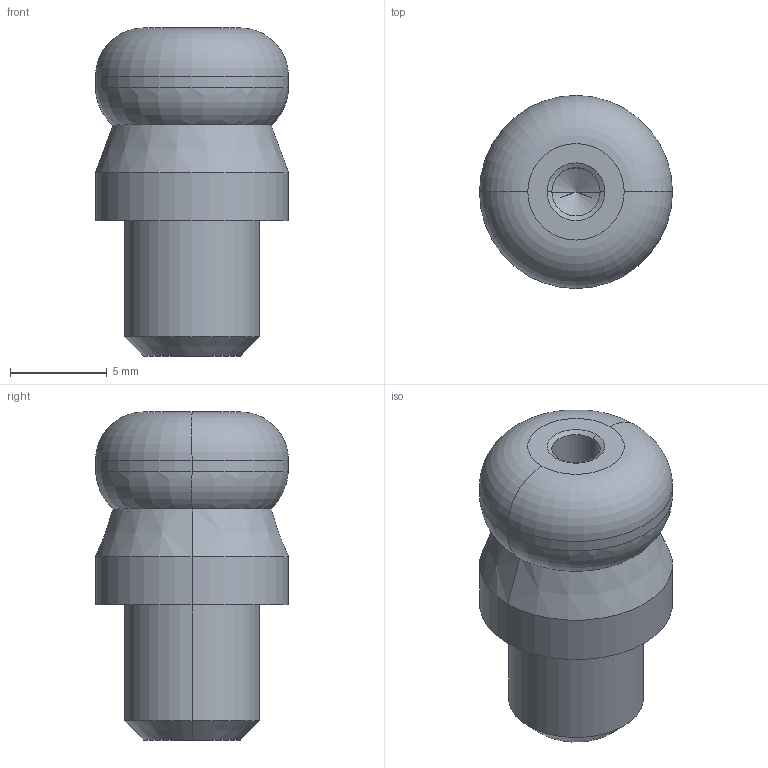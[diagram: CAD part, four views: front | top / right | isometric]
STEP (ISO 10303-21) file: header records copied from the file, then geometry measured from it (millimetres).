
FILE_DESCRIPTION(('STEP AP214'),'1');
FILE_NAME(' ',' ',('TraceParts'),('TraceParts S.A.'),'XStep 1.0',' ',' ');
FILE_SCHEMA(('automotive_design'));
Length unit declared in the file: millimetre
Products named in the file (1): 1
Bounding box: 10 x 10 x 17 mm (x, y, z)
Volume: 920.1 mm3; surface area: 639.5 mm2
Topology: 1 solids, 1 shells, 28 faces, 56 edges, 31 vertices
Faces by surface type: cone 10, cylinder 10, torus 4, plane 4
Entity records: 1385 total; most frequent: DIRECTION 146, STYLED_ITEM 114, PRESENTATION_STYLE_ASSIGNMENT 114, CARTESIAN_POINT 114, COLOUR_RGB 114, ORIENTED_EDGE 108, AXIS2_PLACEMENT_3D 63, EDGE_CURVE 54
